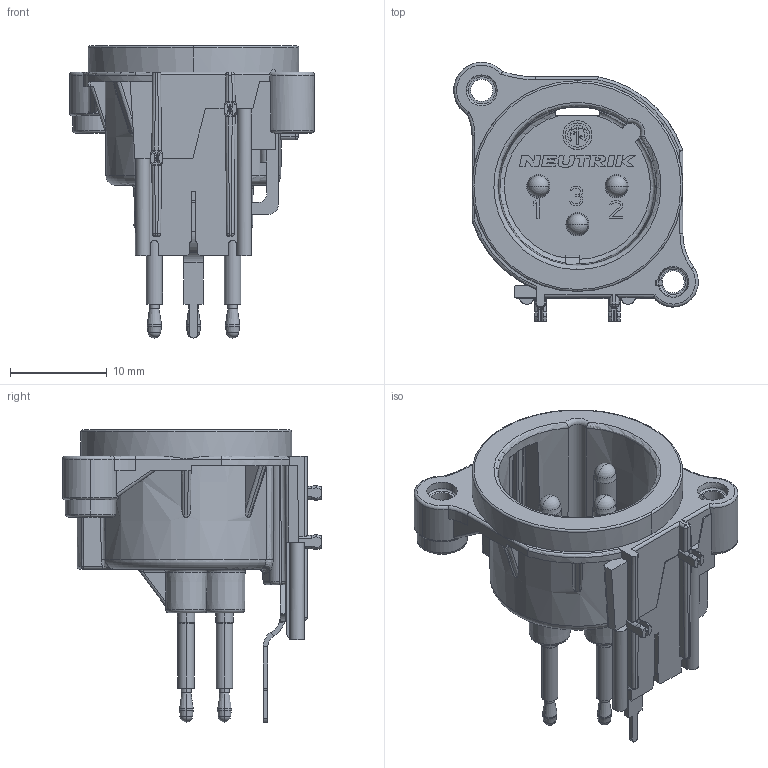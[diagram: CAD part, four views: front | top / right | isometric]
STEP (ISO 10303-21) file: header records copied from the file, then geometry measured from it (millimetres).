
FILE_DESCRIPTION((''),'2;1');
FILE_NAME('30013093','2026-02-03T14:37:39',('SYSTEM'),(''),'CREO PARAMETRIC BY PTC INC, 2023424','CREO PARAMETRIC BY PTC INC, 2023424','');
FILE_SCHEMA(('CONFIG_CONTROL_DESIGN'));
Length unit declared in the file: millimetre
Products named in the file (1): 30013093
Bounding box: 25.3 x 26.8 x 30.2 mm (x, y, z)
Volume: 2609.2 mm3; surface area: 4446.2 mm2
Topology: 1 solids, 1 shells, 950 faces, 2440 edges, 1507 vertices
Faces by surface type: plane 391, cylinder 217, bspline 130, torus 76, cone 55, sphere 52, extrusion 29
Entity records: 34114 total; most frequent: CARTESIAN_POINT 12155, ORIENTED_EDGE 4854, DIRECTION 4179, EDGE_CURVE 2427, VERTEX_POINT 1507, AXIS2_PLACEMENT_3D 1452, VECTOR 1275, LINE 1246
